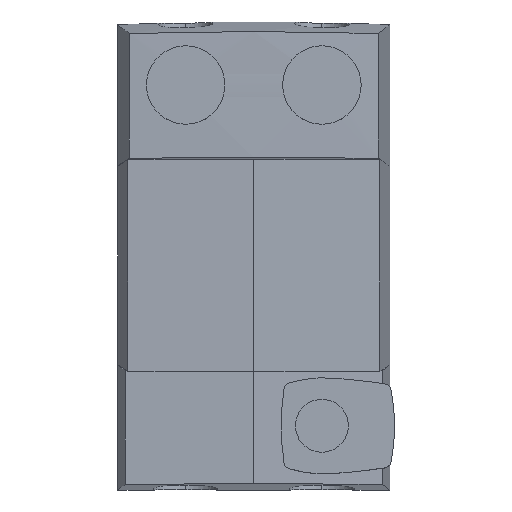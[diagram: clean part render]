
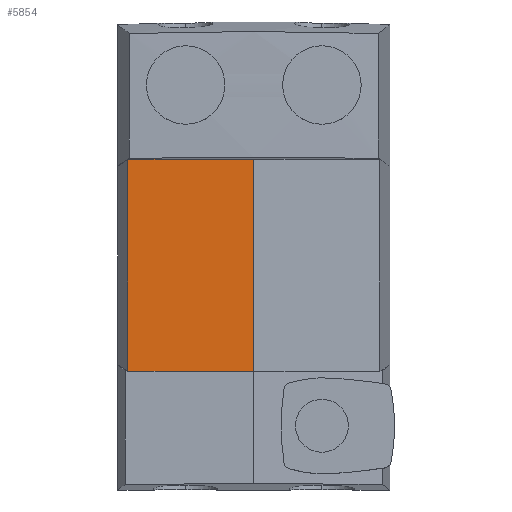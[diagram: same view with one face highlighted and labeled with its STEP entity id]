
A CAD part, top view. The second image highlights one B-rep face of the part: STEP entity #5854.
In plain terms, the highlighted cylindrical face has radius 2500 mm (diameter 5000 mm), a partial arc.
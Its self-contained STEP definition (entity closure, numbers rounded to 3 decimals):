
#3 = AXIS2_PLACEMENT_3D ( 'NONE', #4728, #2054, #6335 ) ;
#420 = CARTESIAN_POINT ( 'NONE',  ( -38.53, 97.525, 95.182 ) ) ;
#819 = ORIENTED_EDGE ( 'NONE', *, *, #894, .F. ) ;
#894 = EDGE_CURVE ( 'NONE', #4730, #5605, #1541, .T. ) ;
#924 = EDGE_LOOP ( 'NONE', ( #819, #1891, #6841, #3647 ) ) ;
#945 = FACE_OUTER_BOUND ( 'NONE', #924, .T. ) ;
#1461 = B_SPLINE_CURVE_WITH_KNOTS ( 'NONE', 3,
 ( #4696, #3091, #420, #2533 ),
 .UNSPECIFIED., .F., .F.,
 ( 4, 4 ),
 ( 0.014, 0.13 ),
 .UNSPECIFIED. ) ;
#1541 = B_SPLINE_CURVE_WITH_KNOTS ( 'NONE', 3,
 ( #5419, #2278, #5489, #3826, #4435 ),
 .UNSPECIFIED., .F., .F.,
 ( 4, 1, 4 ),
 ( 9.564, 9.622, 9.679 ),
 .UNSPECIFIED. ) ;
#1583 = CARTESIAN_POINT ( 'NONE',  ( 0., 97.525, 95.182 ) ) ;
#1891 = ORIENTED_EDGE ( 'NONE', *, *, #5044, .T. ) ;
#1924 = CARTESIAN_POINT ( 'NONE',  ( -115.59, -97.161, 92.508 ) ) ;
#2002 = VECTOR ( 'NONE', #5041, 1000. ) ;
#2054 = DIRECTION ( 'NONE',  ( 0., 1., 0. ) ) ;
#2068 = EDGE_CURVE ( 'NONE', #4204, #2793, #1461, .T. ) ;
#2144 = LINE ( 'NONE', #3717, #5603 ) ;
#2278 = CARTESIAN_POINT ( 'NONE',  ( -19.297, -97.525, 95.182 ) ) ;
#2533 = CARTESIAN_POINT ( 'NONE',  ( 0., 97.525, 95.182 ) ) ;
#2793 = VERTEX_POINT ( 'NONE', #1583 ) ;
#2924 = LINE ( 'NONE', #3411, #2002 ) ;
#3091 = CARTESIAN_POINT ( 'NONE',  ( -77.06, 97.402, 94.292 ) ) ;
#3260 = CARTESIAN_POINT ( 'NONE',  ( -115.59, 97.161, 92.508 ) ) ;
#3411 = CARTESIAN_POINT ( 'NONE',  ( 0., -105., 95.182 ) ) ;
#3647 = ORIENTED_EDGE ( 'NONE', *, *, #4434, .F. ) ;
#3717 = CARTESIAN_POINT ( 'NONE',  ( -115.59, -105., 92.508 ) ) ;
#3826 = CARTESIAN_POINT ( 'NONE',  ( -96.356, -97.281, 93.399 ) ) ;
#4204 = VERTEX_POINT ( 'NONE', #3260 ) ;
#4235 = CYLINDRICAL_SURFACE ( 'NONE', #3, 2500. ) ;
#4390 = CARTESIAN_POINT ( 'NONE',  ( 0., -97.525, 95.182 ) ) ;
#4434 = EDGE_CURVE ( 'NONE', #5605, #4204, #2144, .T. ) ;
#4435 = CARTESIAN_POINT ( 'NONE',  ( -115.59, -97.161, 92.508 ) ) ;
#4696 = CARTESIAN_POINT ( 'NONE',  ( -115.59, 97.161, 92.508 ) ) ;
#4728 = CARTESIAN_POINT ( 'NONE',  ( 0., -105., -2404.818 ) ) ;
#4730 = VERTEX_POINT ( 'NONE', #4390 ) ;
#5041 = DIRECTION ( 'NONE',  ( 0., 1., 0. ) ) ;
#5044 = EDGE_CURVE ( 'NONE', #4730, #2793, #2924, .T. ) ;
#5419 = CARTESIAN_POINT ( 'NONE',  ( 0., -97.525, 95.182 ) ) ;
#5489 = CARTESIAN_POINT ( 'NONE',  ( -57.858, -97.464, 94.735 ) ) ;
#5603 = VECTOR ( 'NONE', #6916, 1000. ) ;
#5605 = VERTEX_POINT ( 'NONE', #1924 ) ;
#5854 = ADVANCED_FACE ( 'NONE', ( #945 ), #4235, .T. ) ;
#6335 = DIRECTION ( 'NONE',  ( 0., 0., 1. ) ) ;
#6841 = ORIENTED_EDGE ( 'NONE', *, *, #2068, .F. ) ;
#6916 = DIRECTION ( 'NONE',  ( 0., 1., 0. ) ) ;
